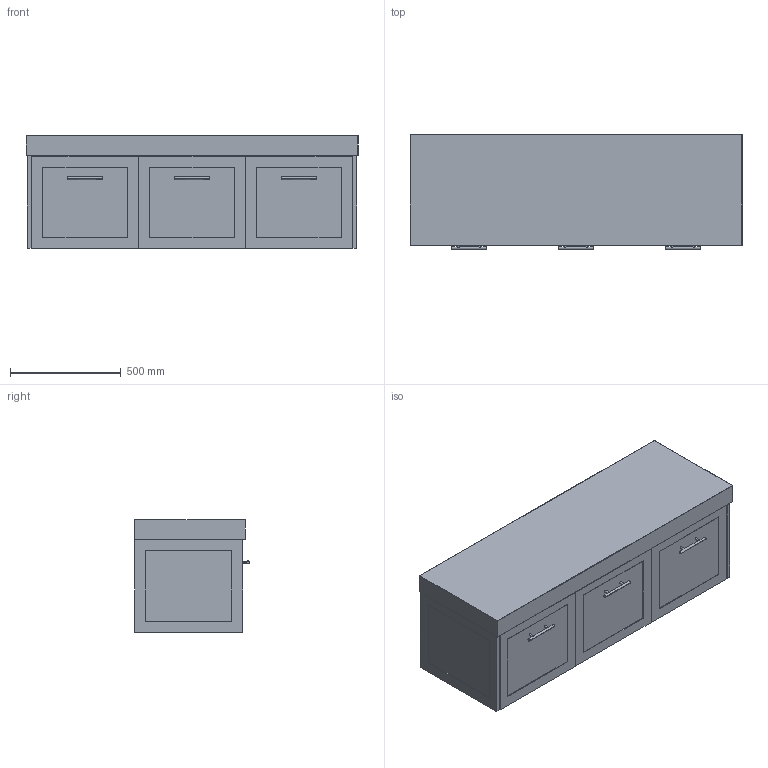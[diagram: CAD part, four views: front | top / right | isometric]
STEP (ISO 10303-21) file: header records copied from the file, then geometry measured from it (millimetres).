
FILE_DESCRIPTION(/* description */ (''),/* implementation_level */ '2;1');
FILE_NAME(/* name */ 'Kado Lux All-Door WH 1500 (90MM)',/* time_stamp */ '2025-07-09T14:55:53+10:00',/* author */ (''),/* organization */ (''),/* preprocessor_version */ 'ST-DEVELOPER v16.5',/* originating_system */ '',/* authorisation */ '');
FILE_SCHEMA (('AUTOMOTIVE_DESIGN'));
Length unit declared in the file: millimetre
Products named in the file (9): Document; Kado Lux All-Door WH 1500 (90MM); Kado Lux All-Door (Wall Hung)2223; Kado Lux All-Door WH ALL2021; Kado Lux All-Door WH 1500 Carcass18; Kado Lux All-Door WH 1500 Carcass1617; Cross Bar Handle 9691011121314; Blank Benchtops ALL19; 1500 Benchtop (90mm)23456
Assembly tree (10 placements, depth 6):
  Document
    Kado Lux All-Door WH 1500 (90MM)
      Kado Lux All-Door (Wall Hung)2223
        Kado Lux All-Door WH ALL2021
          Kado Lux All-Door WH 1500 Carcass18
            Kado Lux All-Door WH 1500 Carcass1617
            Cross Bar Handle 9691011121314  x3
      Blank Benchtops ALL19
        1500 Benchtop (90mm)23456
Bounding box: 1500 x 518 x 510 mm (x, y, z)
Volume: 50867913.2 mm3; surface area: 7276421.6 mm2
Topology: 12 solids, 12 shells, 143 faces, 301 edges, 182 vertices
Faces by surface type: plane 96, cylinder 29, bspline 18
Entity records: 3402 total; most frequent: CARTESIAN_POINT 1307, ORIENTED_EDGE 478, EDGE_CURVE 239, B_SPLINE_CURVE_WITH_KNOTS 207, VERTEX_POINT 150, DIRECTION 149, AXIS2_PLACEMENT_3D 127, EDGE_LOOP 121
